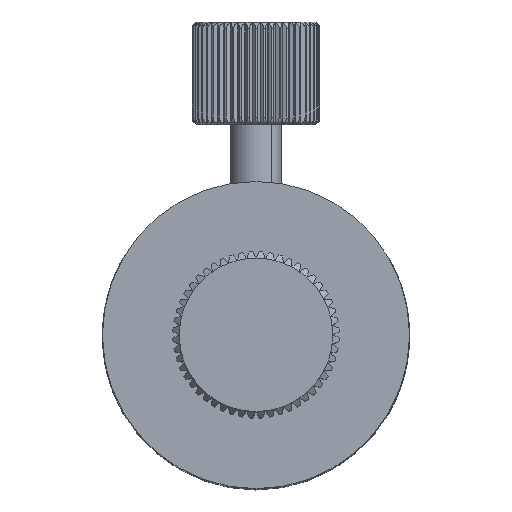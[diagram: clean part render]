
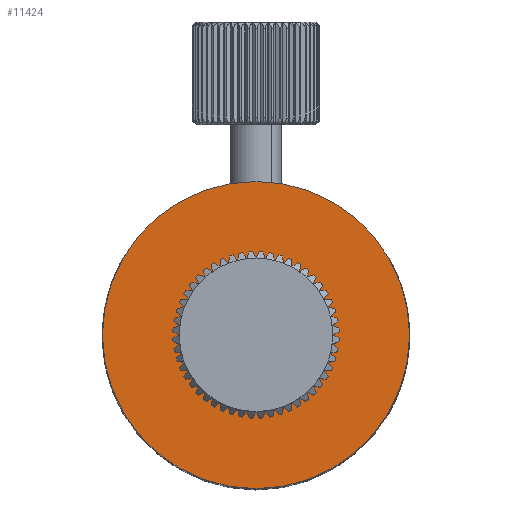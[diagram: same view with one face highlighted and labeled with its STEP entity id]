
A CAD part, top view. The second image highlights one B-rep face of the part: STEP entity #11424.
In plain terms, the highlighted planar face has unit normal (0, 0, 1).
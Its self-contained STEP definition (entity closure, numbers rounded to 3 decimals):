
#354 = FACE_OUTER_BOUND ( 'NONE', #4205, .T. ) ;
#457 = ORIENTED_EDGE ( 'NONE', *, *, #10300, .T. ) ;
#960 = VERTEX_POINT ( 'NONE', #3855 ) ;
#1412 = AXIS2_PLACEMENT_3D ( 'NONE', #6966, #23532, #20035 ) ;
#1846 = EDGE_CURVE ( 'NONE', #12952, #23022, #12044, .T. ) ;
#3855 = CARTESIAN_POINT ( 'NONE',  ( 10.166, -0.47, 24. ) ) ;
#3857 = CARTESIAN_POINT ( 'NONE',  ( -4.334, -0.47, 24. ) ) ;
#4160 = FACE_BOUND ( 'NONE', #22597, .T. ) ;
#4205 = EDGE_LOOP ( 'NONE', ( #8091, #457 ) ) ;
#4315 = DIRECTION ( 'NONE',  ( 0., 0., 1. ) ) ;
#5220 = DIRECTION ( 'NONE',  ( 0., 0., 1. ) ) ;
#5324 = CARTESIAN_POINT ( 'NONE',  ( -1.834, -0.47, 24. ) ) ;
#5390 = CARTESIAN_POINT ( 'NONE',  ( -1.834, -0.47, 24. ) ) ;
#6326 = ORIENTED_EDGE ( 'NONE', *, *, #6752, .F. ) ;
#6752 = EDGE_CURVE ( 'NONE', #23022, #12952, #15169, .T. ) ;
#6966 = CARTESIAN_POINT ( 'NONE',  ( -1.834, -0.47, 24. ) ) ;
#8091 = ORIENTED_EDGE ( 'NONE', *, *, #9396, .T. ) ;
#8780 = CARTESIAN_POINT ( 'NONE',  ( -13.834, -0.47, 24. ) ) ;
#9396 = EDGE_CURVE ( 'NONE', #18763, #960, #17416, .T. ) ;
#10300 = EDGE_CURVE ( 'NONE', #960, #18763, #22631, .T. ) ;
#10934 = ORIENTED_EDGE ( 'NONE', *, *, #1846, .F. ) ;
#11424 = ADVANCED_FACE ( 'NONE', ( #4160, #354 ), #13187, .T. ) ;
#12044 = CIRCLE ( 'NONE', #12821, 2.5 ) ;
#12821 = AXIS2_PLACEMENT_3D ( 'NONE', #17531, #4315, #22914 ) ;
#12861 = DIRECTION ( 'NONE',  ( 0., 0., 1. ) ) ;
#12952 = VERTEX_POINT ( 'NONE', #17550 ) ;
#13187 = PLANE ( 'NONE',  #15618 ) ;
#13293 = DIRECTION ( 'NONE',  ( 1., 0., 0. ) ) ;
#15169 = CIRCLE ( 'NONE', #1412, 2.5 ) ;
#15618 = AXIS2_PLACEMENT_3D ( 'NONE', #5324, #12861, #20431 ) ;
#15718 = AXIS2_PLACEMENT_3D ( 'NONE', #18591, #20456, #13293 ) ;
#17416 = CIRCLE ( 'NONE', #15718, 12. ) ;
#17531 = CARTESIAN_POINT ( 'NONE',  ( -1.834, -0.47, 24. ) ) ;
#17550 = CARTESIAN_POINT ( 'NONE',  ( 0.666, -0.47, 24. ) ) ;
#18591 = CARTESIAN_POINT ( 'NONE',  ( -1.834, -0.47, 24. ) ) ;
#18763 = VERTEX_POINT ( 'NONE', #8780 ) ;
#20035 = DIRECTION ( 'NONE',  ( 1., 0., 0. ) ) ;
#20431 = DIRECTION ( 'NONE',  ( 1., 0., 0. ) ) ;
#20456 = DIRECTION ( 'NONE',  ( 0., 0., 1. ) ) ;
#21870 = DIRECTION ( 'NONE',  ( 1., 0., 0. ) ) ;
#22597 = EDGE_LOOP ( 'NONE', ( #10934, #6326 ) ) ;
#22631 = CIRCLE ( 'NONE', #23357, 12. ) ;
#22914 = DIRECTION ( 'NONE',  ( 1., 0., 0. ) ) ;
#23022 = VERTEX_POINT ( 'NONE', #3857 ) ;
#23357 = AXIS2_PLACEMENT_3D ( 'NONE', #5390, #5220, #21870 ) ;
#23532 = DIRECTION ( 'NONE',  ( 0., 0., 1. ) ) ;
